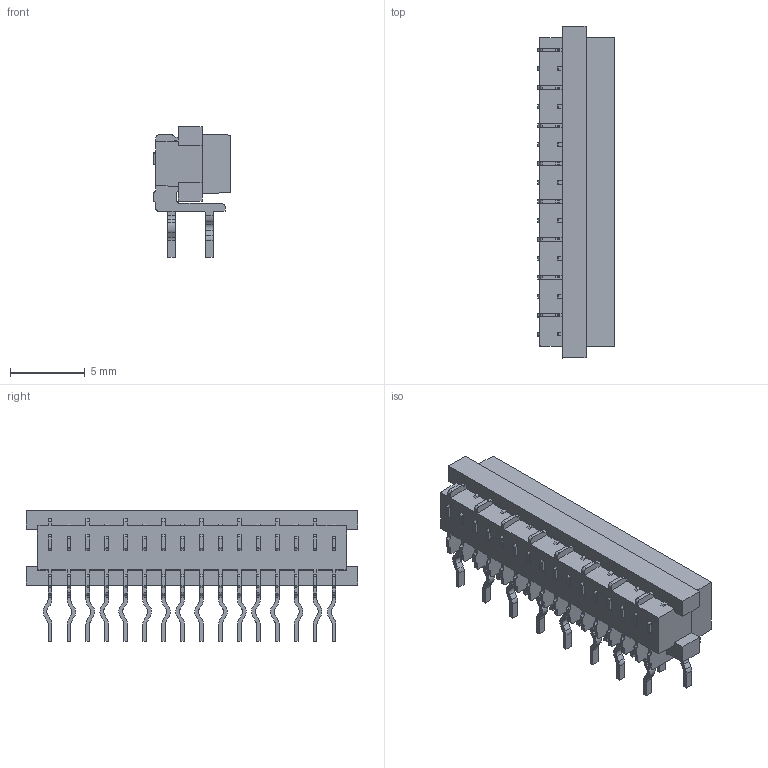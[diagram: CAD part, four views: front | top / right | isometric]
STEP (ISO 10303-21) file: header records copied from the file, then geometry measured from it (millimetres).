
FILE_DESCRIPTION(('FreeCAD Model'),'2;1');
FILE_NAME('micromatch_female_ra_16.step', '2018-01-04T00:31:11',('kicad StepUp'),('ksu MCAD'), 'Open CASCADE STEP processor 6.8','FreeCAD','Unknown');
FILE_SCHEMA(('AUTOMOTIVE_DESIGN_CC2 { 1 2 10303 214 -1 1 5 4 }'));
Length unit declared in the file: millimetre
Products named in the file (1): micromatch_female_ra_16
Bounding box: 5.15 x 22.25 x 8.78 mm (x, y, z)
Volume: 425.2 mm3; surface area: 816 mm2
Topology: 1 solids, 1 shells, 1432 faces, 4046 edges, 2696 vertices
Faces by surface type: plane 1072, cylinder 360
Entity records: 46079 total; most frequent: CARTESIAN_POINT 8175, ORIENTED_EDGE 8092, DIRECTION 7632, EDGE_CURVE 4046, LINE 3326, VECTOR 3326, VERTEX_POINT 2696, AXIS2_PLACEMENT_3D 2153
